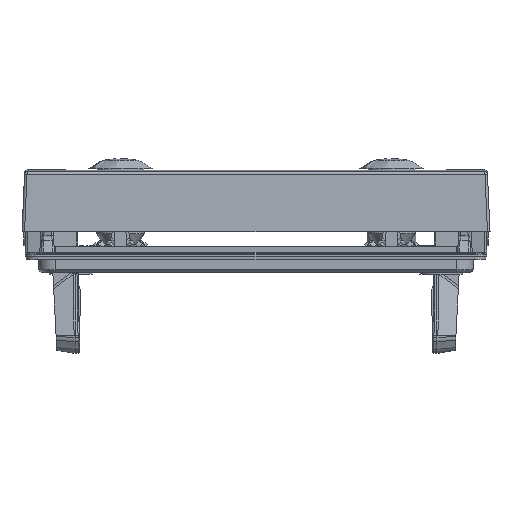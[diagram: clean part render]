
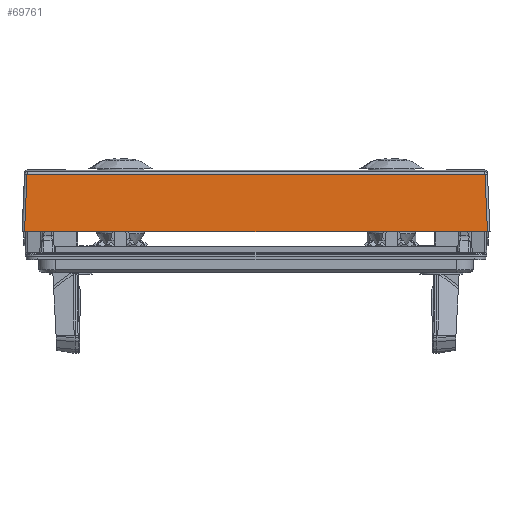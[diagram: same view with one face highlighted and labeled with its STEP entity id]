
A CAD part, front view. The second image highlights one B-rep face of the part: STEP entity #69761.
In plain terms, the highlighted face is planar.
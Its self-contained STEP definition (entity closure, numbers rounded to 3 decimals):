
#65056=CARTESIAN_POINT('',(-27.5,0.602,27.3));
#65070=CARTESIAN_POINT('',(27.5,0.602,27.3));
#65103=DIRECTION('',(-0.044,-0.998,0.044));
#65104=VECTOR('',#65103,6.834);
#65105=CARTESIAN_POINT('',(-27.202,7.423,
27.002));
#65106=LINE('5560',#65105,#65104);
#65107=DIRECTION('',(-1.,0.,0.));
#65108=VECTOR('',#65107,54.405);
#65109=CARTESIAN_POINT('',(27.202,7.423,27.002));
#65110=LINE('6023',#65109,#65108);
#65111=DIRECTION('',(0.044,-0.998,0.044));
#65112=VECTOR('',#65111,6.834);
#65113=CARTESIAN_POINT('',(27.202,7.423,27.002));
#65114=LINE('5561',#65113,#65112);
#65115=DIRECTION('',(1.,0.,0.));
#65116=VECTOR('',#65115,55.001);
#65117=CARTESIAN_POINT('',(-27.5,0.602,27.3));
#65118=LINE('5557',#65117,#65116);
#67428=VERTEX_POINT('',#65056);
#67431=VERTEX_POINT('',#65070);
#67438=CARTESIAN_POINT('',(-27.202,7.423,
27.002));
#67439=VERTEX_POINT('',#67438);
#67440=CARTESIAN_POINT('',(27.202,7.423,27.002));
#67441=VERTEX_POINT('',#67440);
#69749=CARTESIAN_POINT('',(-28.92,0.602,27.3));
#69750=DIRECTION('',(0.,0.044,0.999));
#69751=DIRECTION('',(-1.,0.,0.));
#69752=AXIS2_PLACEMENT_3D('',#69749,#69750,#69751);
#69753=PLANE('5300',#69752);
#69754=ORIENTED_EDGE('5560',*,*,#69696,.F.);
#69755=ORIENTED_EDGE('6023',*,*,#69733,.F.);
#69757=ORIENTED_EDGE('5561',*,*,#69756,.T.);
#69758=ORIENTED_EDGE('5557',*,*,#69661,.F.);
#69759=EDGE_LOOP('5300',(#69754,#69755,#69757,#69758));
#69760=FACE_OUTER_BOUND('5300',#69759,.F.);
#69661=EDGE_CURVE('5557',#67428,#67431,#65118,.T.);
#69696=EDGE_CURVE('5560',#67439,#67428,#65106,.T.);
#69733=EDGE_CURVE('6023',#67441,#67439,#65110,.T.);
#69756=EDGE_CURVE('5561',#67441,#67431,#65114,.T.);
#69761=ADVANCED_FACE('5300',(#69760),#69753,.T.);
